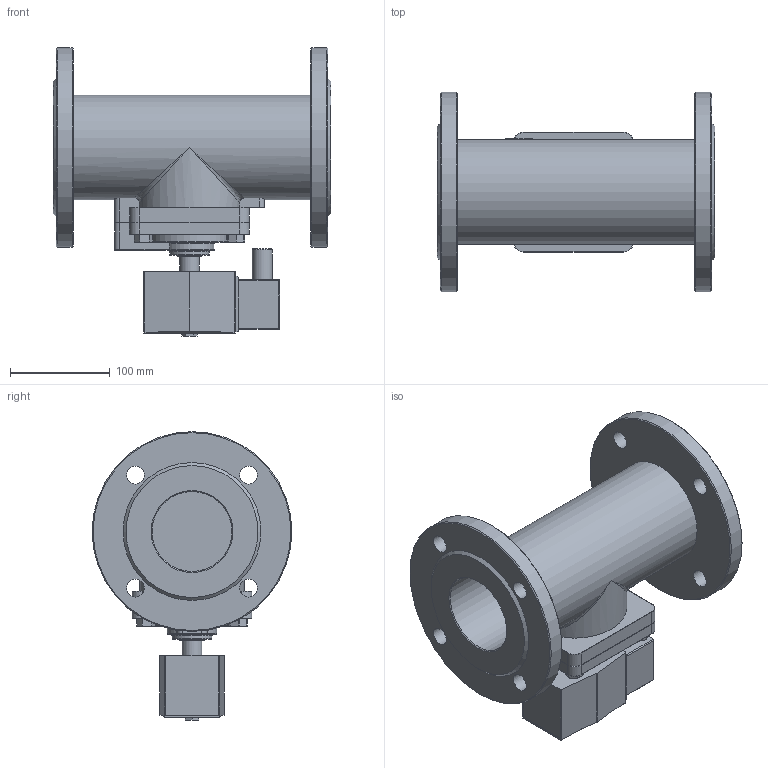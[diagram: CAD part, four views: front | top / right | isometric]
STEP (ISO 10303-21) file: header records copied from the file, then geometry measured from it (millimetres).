
FILE_DESCRIPTION(/* description */ (''),/* implementation_level */ '2;1');
FILE_NAME(/* name */ 'DN80_3D_STEP.stp',/* time_stamp */ '2023-12-26T18:01:39+03:00',/* author */ ('igorr'),/* organization */ (''),/* preprocessor_version */ 'ST-DEVELOPER v19.2',/* originating_system */ 'Autodesk Inventor 2023',/* authorisation */ '');
FILE_SCHEMA (('AUTOMOTIVE_DESIGN { 1 0 10303 214 3 1 1 }'));
Length unit declared in the file: millimetre
Products named in the file (1): Деталь1
Bounding box: 278 x 200 x 289 mm (x, y, z)
Volume: 2890066.6 mm3; surface area: 357493.7 mm2
Topology: 1 solids, 1 shells, 368 faces, 923 edges, 576 vertices
Faces by surface type: plane 171, cylinder 121, bspline 37, torus 31, cone 8
Full cylindrical faces by diameter (mm): 18 x8, 20 x2, 31.813 x1, 40 x1, 80 x2, 105 x1, 200 x2
Entity records: 12505 total; most frequent: CARTESIAN_POINT 3237, DIRECTION 1846, ORIENTED_EDGE 1830, EDGE_CURVE 915, AXIS2_PLACEMENT_3D 669, VERTEX_POINT 576, LINE 508, VECTOR 508
